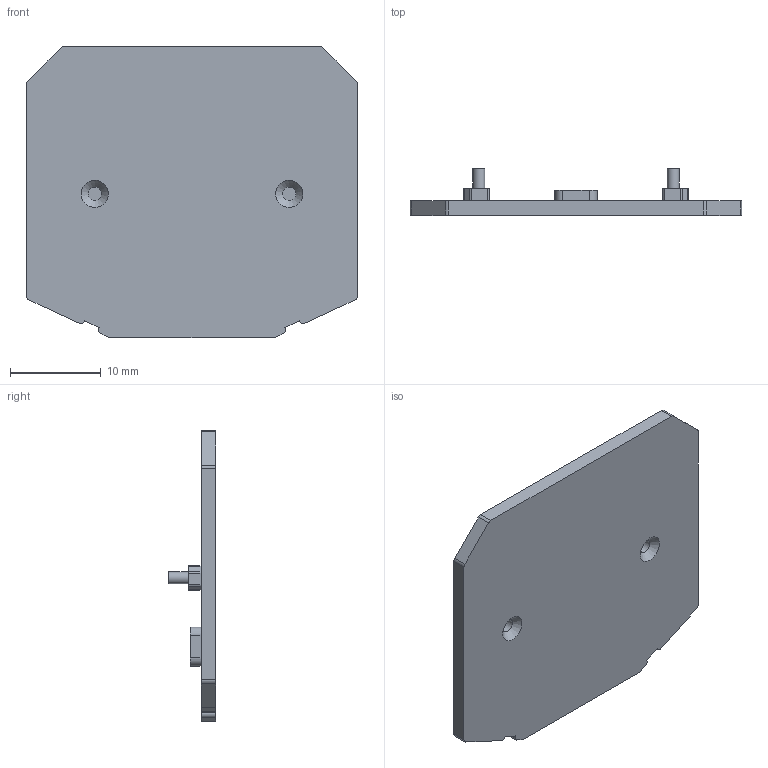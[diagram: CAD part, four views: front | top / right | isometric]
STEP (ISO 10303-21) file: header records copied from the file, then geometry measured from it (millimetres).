
FILE_DESCRIPTION( ( 'Unknown' ), '1' );
FILE_NAME( 'PP_CMT4_110712.stp', 'Unknown', ( 'Unknown' ), ( 'Unknown' ), 'PSStep 14.0', 'Unknown', ' ' );
FILE_SCHEMA( ( 'AUTOMOTIVE_DESIGN { 1 0 10303 214 1 1 1 1 }' ) );
Length unit declared in the file: millimetre
Products named in the file (1): 1
Bounding box: 36.6 x 5.2 x 32.15 mm (x, y, z)
Volume: 1819.2 mm3; surface area: 2538.9 mm2
Topology: 1 solids, 1 shells, 84 faces, 224 edges, 150 vertices
Faces by surface type: plane 46, cylinder 36, cone 2
Full cylindrical faces by diameter (mm): 1.3 x2, 1.5 x2
Entity records: 3260 total; most frequent: DIRECTION 458, CARTESIAN_POINT 445, ORIENTED_EDGE 428, EDGE_CURVE 214, AXIS2_PLACEMENT_3D 159, VERTEX_POINT 146, LINE 140, VECTOR 140
